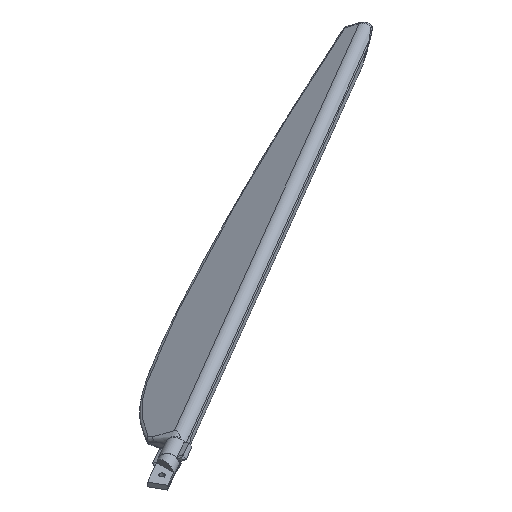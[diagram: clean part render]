
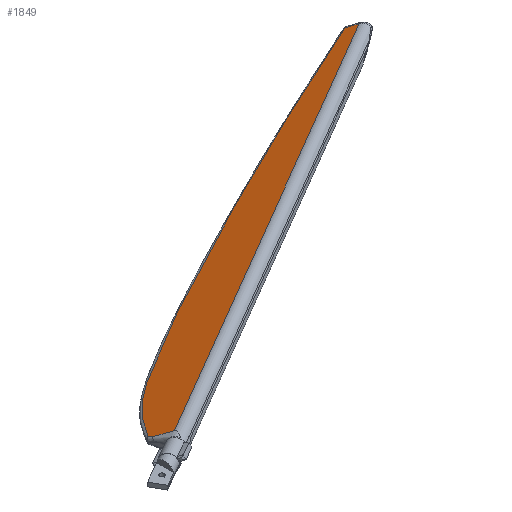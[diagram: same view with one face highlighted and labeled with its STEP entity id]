
A CAD part, isometric view. The second image highlights one B-rep face of the part: STEP entity #1849.
In plain terms, the highlighted planar face has unit normal (-0.232, 0.397, 0.888).
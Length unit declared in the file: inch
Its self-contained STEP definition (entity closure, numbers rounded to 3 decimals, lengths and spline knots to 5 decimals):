
#7 = B_SPLINE_CURVE_WITH_KNOTS ( 'NONE', 3,
 ( #3670, #3584, #6300, #3627, #4272, #2348, #372, #8232, #5600, #4956, #7587, #2385, #414, #5641, #8274, #7631, #136, #4397, #5035, #578, #3750, #7107, #732, #7022, #2544, #8353, #535, #3190, #3388, #1141, #91, #3151, #8393, #3104, #4520, #6659, #6382, #2503, #494, #5113, #5157, #7309, #5722, #2466, #3791, #5076, #1265, #1416 ),
 .UNSPECIFIED., .F., .F.,
 ( 4, 2, 2, 2, 2, 2, 2, 2, 2, 2, 2, 2, 2, 2, 2, 2, 2, 2, 2, 2, 2, 2, 2, 4 ),
 ( 0., 0.01563, 0.02344, 0.03125, 0.0625, 0.07813, 0.09375, 0.10938, 0.125, 0.15625, 0.1875, 0.21875, 0.25, 0.28125, 0.3125, 0.375, 0.4375, 0.5, 0.5625, 0.625, 0.75, 0.8125, 0.875, 1. ),
 .UNSPECIFIED. ) ;
#91 = CARTESIAN_POINT ( 'NONE',  ( -16.23205, 40.08013, -1.7983 ) ) ;
#136 = CARTESIAN_POINT ( 'NONE',  ( -17.75292, 39.13428, -1.77289 ) ) ;
#212 = CARTESIAN_POINT ( 'NONE',  ( -18.34289, 38.43108, -1.61264 ) ) ;
#359 = DIRECTION ( 'NONE',  ( 0., 0.913, -0.408 ) ) ;
#372 = CARTESIAN_POINT ( 'NONE',  ( -18.21956, 38.63583, -1.67197 ) ) ;
#414 = CARTESIAN_POINT ( 'NONE',  ( -17.92752, 38.97601, -1.74776 ) ) ;
#494 = CARTESIAN_POINT ( 'NONE',  ( -14.52319, 40.93874, -1.73553 ) ) ;
#535 = CARTESIAN_POINT ( 'NONE',  ( -16.78921, 39.77007, -1.80529 ) ) ;
#578 = CARTESIAN_POINT ( 'NONE',  ( -17.46671, 39.34944, -1.7943 ) ) ;
#683 = ORIENTED_EDGE ( 'NONE', *, *, #3359, .F. ) ;
#722 = CARTESIAN_POINT ( 'NONE',  ( -18.34183, 38.40566, -1.601 ) ) ;
#732 = CARTESIAN_POINT ( 'NONE',  ( -17.19969, 39.5238, -1.80246 ) ) ;
#892 = CARTESIAN_POINT ( 'NONE',  ( -18.34088, 38.38503, -1.59153 ) ) ;
#958 = ORIENTED_EDGE ( 'NONE', *, *, #6196, .F. ) ;
#993 = CARTESIAN_POINT ( 'NONE',  ( -18.46772, 36.23019, -0.66098 ) ) ;
#1141 = CARTESIAN_POINT ( 'NONE',  ( -16.37225, 40.00432, -1.80104 ) ) ;
#1156 = VERTEX_POINT ( 'NONE', #4785 ) ;
#1244 = VECTOR ( 'NONE', #2168, 39.37008 ) ;
#1265 = CARTESIAN_POINT ( 'NONE',  ( -12.04957, 42.03196, -1.57775 ) ) ;
#1416 = CARTESIAN_POINT ( 'NONE',  ( -11.75463, 42.15083, -1.55381 ) ) ;
#1689 = LINE ( 'NONE', #6923, #2202 ) ;
#1729 = DIRECTION ( 'NONE',  ( 0.232, -0.397, -0.888 ) ) ;
#1813 = CARTESIAN_POINT ( 'NONE',  ( -18.34399, 38.46131, -1.62645 ) ) ;
#1849 = ADVANCED_FACE ( 'NONE', ( #5100 ), #8378, .F. ) ;
#1900 = CARTESIAN_POINT ( 'NONE',  ( -11.67873, 42.02101, -1.47591 ) ) ;
#2012 = CARTESIAN_POINT ( 'NONE',  ( -18.34088, 38.38503, -1.59153 ) ) ;
#2168 = DIRECTION ( 'NONE',  ( 0.448, -0.767, 0.46 ) ) ;
#2202 = VECTOR ( 'NONE', #3778, 39.37008 ) ;
#2340 = VERTEX_POINT ( 'NONE', #1900 ) ;
#2348 = CARTESIAN_POINT ( 'NONE',  ( -18.23123, 38.62014, -1.668 ) ) ;
#2385 = CARTESIAN_POINT ( 'NONE',  ( -17.95506, 38.94828, -1.74256 ) ) ;
#2435 = CARTESIAN_POINT ( 'NONE',  ( -11.67873, 42.02101, -1.47591 ) ) ;
#2466 = CARTESIAN_POINT ( 'NONE',  ( -12.9291, 41.66221, -1.64233 ) ) ;
#2503 = CARTESIAN_POINT ( 'NONE',  ( -14.66695, 40.8701, -1.74242 ) ) ;
#2544 = CARTESIAN_POINT ( 'NONE',  ( -16.99549, 39.64882, -1.80499 ) ) ;
#2738 = CARTESIAN_POINT ( 'NONE',  ( -18.34346, 38.4462, -1.61955 ) ) ;
#3104 = CARTESIAN_POINT ( 'NONE',  ( -15.52514, 40.44803, -1.77802 ) ) ;
#3151 = CARTESIAN_POINT ( 'NONE',  ( -15.95043, 40.22943, -1.79144 ) ) ;
#3190 = CARTESIAN_POINT ( 'NONE',  ( -16.65077, 39.84918, -1.80447 ) ) ;
#3280 = B_SPLINE_CURVE_WITH_KNOTS ( 'NONE', 3,
 ( #892, #6135, #722, #212, #2738, #7944 ),
 .UNSPECIFIED., .F., .F.,
 ( 4, 2, 4 ),
 ( 0., 0.40589, 1. ),
 .UNSPECIFIED. ) ;
#3359 = EDGE_CURVE ( 'NONE', #2340, #3942, #4968, .T. ) ;
#3388 = CARTESIAN_POINT ( 'NONE',  ( -16.58129, 39.88826, -1.80379 ) ) ;
#3492 = CARTESIAN_POINT ( 'NONE',  ( -11.75463, 42.15083, -1.55381 ) ) ;
#3584 = CARTESIAN_POINT ( 'NONE',  ( -18.32205, 38.49338, -1.63506 ) ) ;
#3627 = CARTESIAN_POINT ( 'NONE',  ( -18.26578, 38.57284, -1.65589 ) ) ;
#3670 = CARTESIAN_POINT ( 'NONE',  ( -18.34399, 38.46131, -1.62645 ) ) ;
#3750 = CARTESIAN_POINT ( 'NONE',  ( -17.40064, 39.39403, -1.79696 ) ) ;
#3778 = DIRECTION ( 'NONE',  ( -0.448, 0.767, -0.46 ) ) ;
#3791 = CARTESIAN_POINT ( 'NONE',  ( -12.78295, 41.72492, -1.63217 ) ) ;
#3841 = EDGE_CURVE ( 'NONE', #6159, #1156, #7, .T. ) ;
#3942 = VERTEX_POINT ( 'NONE', #8432 ) ;
#4272 = CARTESIAN_POINT ( 'NONE',  ( -18.25434, 38.58864, -1.65996 ) ) ;
#4397 = CARTESIAN_POINT ( 'NONE',  ( -17.66061, 39.20909, -1.78222 ) ) ;
#4414 = VERTEX_POINT ( 'NONE', #2012 ) ;
#4520 = CARTESIAN_POINT ( 'NONE',  ( -15.38271, 40.51967, -1.77282 ) ) ;
#4785 = CARTESIAN_POINT ( 'NONE',  ( -11.75463, 42.15083, -1.55381 ) ) ;
#4956 = CARTESIAN_POINT ( 'NONE',  ( -18.03503, 38.8628, -1.72524 ) ) ;
#4968 = LINE ( 'NONE', #2435, #6638 ) ;
#5035 = CARTESIAN_POINT ( 'NONE',  ( -17.59664, 39.25704, -1.78694 ) ) ;
#5051 = ORIENTED_EDGE ( 'NONE', *, *, #3841, .F. ) ;
#5076 = CARTESIAN_POINT ( 'NONE',  ( -12.34362, 41.91089, -1.60048 ) ) ;
#5100 = FACE_OUTER_BOUND ( 'NONE', #6257, .T. ) ;
#5113 = CARTESIAN_POINT ( 'NONE',  ( -14.0911, 41.14264, -1.71375 ) ) ;
#5157 = CARTESIAN_POINT ( 'NONE',  ( -13.80193, 41.27583, -1.69772 ) ) ;
#5358 = EDGE_CURVE ( 'NONE', #4414, #6159, #3280, .T. ) ;
#5600 = CARTESIAN_POINT ( 'NONE',  ( -18.11187, 38.77463, -1.70589 ) ) ;
#5641 = CARTESIAN_POINT ( 'NONE',  ( -17.87109, 39.03029, -1.75728 ) ) ;
#5722 = CARTESIAN_POINT ( 'NONE',  ( -13.22077, 41.53523, -1.6618 ) ) ;
#6047 = EDGE_CURVE ( 'NONE', #1156, #2340, #7924, .T. ) ;
#6135 = CARTESIAN_POINT ( 'NONE',  ( -18.34138, 38.39534, -1.59627 ) ) ;
#6159 = VERTEX_POINT ( 'NONE', #1813 ) ;
#6196 = EDGE_CURVE ( 'NONE', #3942, #4414, #1689, .T. ) ;
#6257 = EDGE_LOOP ( 'NONE', ( #6292, #958, #683, #6930, #5051 ) ) ;
#6292 = ORIENTED_EDGE ( 'NONE', *, *, #5358, .F. ) ;
#6300 = CARTESIAN_POINT ( 'NONE',  ( -18.29979, 38.52528, -1.64351 ) ) ;
#6382 = CARTESIAN_POINT ( 'NONE',  ( -14.95391, 40.7314, -1.75541 ) ) ;
#6638 = VECTOR ( 'NONE', #7517, 39.37008 ) ;
#6659 = CARTESIAN_POINT ( 'NONE',  ( -15.0971, 40.66135, -1.76152 ) ) ;
#6923 = CARTESIAN_POINT ( 'NONE',  ( -18.22825, 38.19235, -1.47591 ) ) ;
#6930 = ORIENTED_EDGE ( 'NONE', *, *, #6047, .F. ) ;
#6964 = AXIS2_PLACEMENT_3D ( 'NONE', #993, #1729, #359 ) ;
#7022 = CARTESIAN_POINT ( 'NONE',  ( -17.06387, 39.60762, -1.80444 ) ) ;
#7107 = CARTESIAN_POINT ( 'NONE',  ( -17.26713, 39.4812, -1.80105 ) ) ;
#7309 = CARTESIAN_POINT ( 'NONE',  ( -13.3663, 41.47096, -1.6711 ) ) ;
#7517 = DIRECTION ( 'NONE',  ( -0.863, -0.505, 0. ) ) ;
#7587 = CARTESIAN_POINT ( 'NONE',  ( -18.00881, 38.89168, -1.73129 ) ) ;
#7631 = CARTESIAN_POINT ( 'NONE',  ( -17.78311, 39.10884, -1.76941 ) ) ;
#7924 = LINE ( 'NONE', #3492, #1244 ) ;
#7944 = CARTESIAN_POINT ( 'NONE',  ( -18.34399, 38.46131, -1.62645 ) ) ;
#8232 = CARTESIAN_POINT ( 'NONE',  ( -18.16069, 38.71377, -1.69144 ) ) ;
#8274 = CARTESIAN_POINT ( 'NONE',  ( -17.8422, 39.05685, -1.76161 ) ) ;
#8353 = CARTESIAN_POINT ( 'NONE',  ( -16.85818, 39.73004, -1.80542 ) ) ;
#8378 = PLANE ( 'NONE',  #6964 ) ;
#8393 = CARTESIAN_POINT ( 'NONE',  ( -15.80899, 40.30291, -1.78733 ) ) ;
#8432 = CARTESIAN_POINT ( 'NONE',  ( -18.22825, 38.19235, -1.47591 ) ) ;
